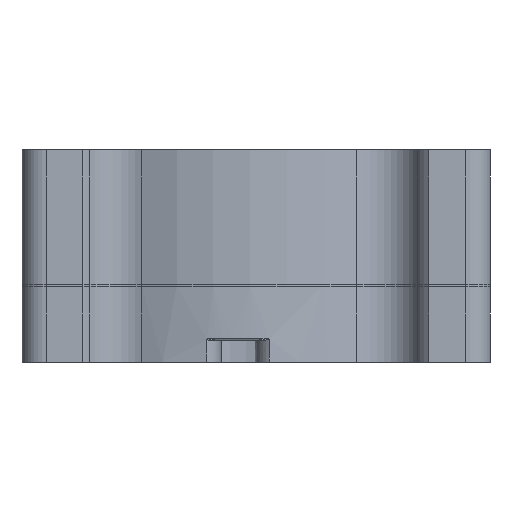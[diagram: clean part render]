
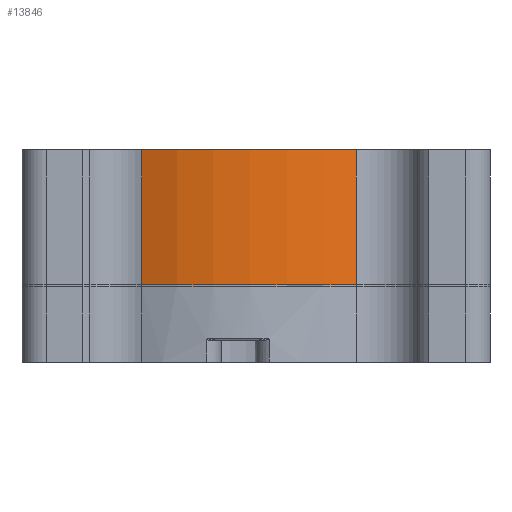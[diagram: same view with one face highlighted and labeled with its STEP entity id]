
A CAD part, front view. The second image highlights one B-rep face of the part: STEP entity #13846.
In plain terms, the highlighted cylindrical face has radius 50.47 mm (diameter 100.94 mm), a partial arc.
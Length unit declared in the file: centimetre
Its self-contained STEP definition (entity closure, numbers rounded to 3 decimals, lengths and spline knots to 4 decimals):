
#1660=FACE_OUTER_BOUND($,#2457,.T.);
#2457=EDGE_LOOP($,(#11867,#11868,#11869,#11870));
#3749=LINE($,#24202,#4857);
#3750=LINE($,#24205,#4858);
#4857=VECTOR($,#18307,2.8318);
#4858=VECTOR($,#18310,2.8318);
#5285=CIRCLE($,#15021,5.047);
#5310=CIRCLE($,#15061,5.047);
#6432=VERTEX_POINT($,#24095);
#6433=VERTEX_POINT($,#24097);
#6472=VERTEX_POINT($,#24200);
#6473=VERTEX_POINT($,#24204);
#8303=EDGE_CURVE($,#6433,#6432,#5285,.T.);
#8354=EDGE_CURVE($,#6433,#6472,#3749,.T.);
#8355=EDGE_CURVE($,#6473,#6432,#3750,.T.);
#8356=EDGE_CURVE($,#6473,#6472,#5310,.T.);
#11867=ORIENTED_EDGE($,*,*,#8303,.T.);
#11868=ORIENTED_EDGE($,*,*,#8355,.F.);
#11869=ORIENTED_EDGE($,*,*,#8356,.T.);
#11870=ORIENTED_EDGE($,*,*,#8354,.F.);
#13267=CYLINDRICAL_SURFACE($,#15060,5.047);
#13846=ADVANCED_FACE($,(#1660),#13267,.T.);
#15021=AXIS2_PLACEMENT_3D($,#24098,#18203,#18204);
#15060=AXIS2_PLACEMENT_3D($,#24203,#18308,#18309);
#15061=AXIS2_PLACEMENT_3D($,#24206,#18311,#18312);
#18203=DIRECTION('center_axis',(0.,0.,1.));
#18204=DIRECTION('ref_axis',(0.449,0.893,0.));
#18307=DIRECTION($,(0.,0.,1.));
#18308=DIRECTION('center_axis',(0.,0.,1.));
#18309=DIRECTION('ref_axis',(0.449,0.893,0.));
#18310=DIRECTION($,(0.,0.,-1.));
#18311=DIRECTION('center_axis',(0.,0.,-1.));
#18312=DIRECTION('ref_axis',(0.449,0.893,0.));
#24095=CARTESIAN_POINT('',(-17.5729,13.6734,1.5674));
#24097=CARTESIAN_POINT('',(-22.027,13.428,1.5674));
#24098=CARTESIAN_POINT('Origin',(-20.049,18.0713,1.5674));
#24200=CARTESIAN_POINT('',(-22.027,13.428,4.3992));
#24202=CARTESIAN_POINT($,(-22.027,13.428,5.3085));
#24203=CARTESIAN_POINT('Origin',(-20.049,18.0713,5.3085));
#24204=CARTESIAN_POINT('',(-17.5729,13.6734,4.3992));
#24205=CARTESIAN_POINT($,(-17.5729,13.6734,5.3085));
#24206=CARTESIAN_POINT('Origin',(-20.049,18.0713,4.3992));
